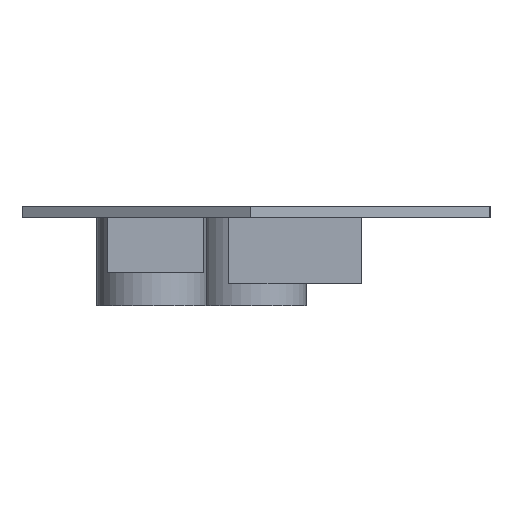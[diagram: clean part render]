
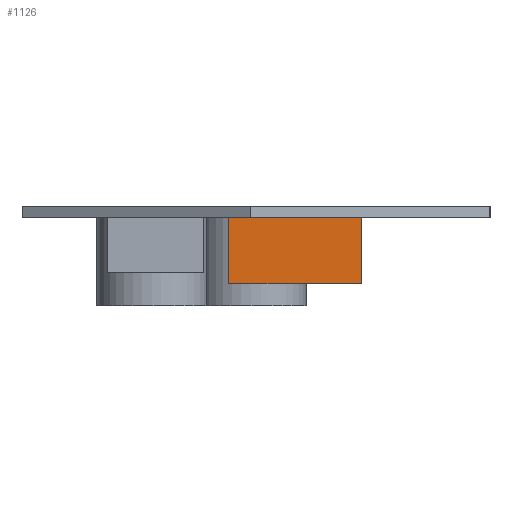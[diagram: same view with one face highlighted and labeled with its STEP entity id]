
A CAD part, left-side view. The second image highlights one B-rep face of the part: STEP entity #1126.
In plain terms, the highlighted planar face has unit normal (-1, 0, 0).
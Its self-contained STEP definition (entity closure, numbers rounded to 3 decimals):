
#93=PLANE('',#1258);
#149=FACE_OUTER_BOUND('',#219,.T.);
#219=EDGE_LOOP('',(#947,#948,#949,#950));
#323=LINE('',#1753,#408);
#342=LINE('',#1850,#427);
#343=LINE('',#1852,#428);
#344=LINE('',#1853,#429);
#408=VECTOR('',#1439,10.);
#427=VECTOR('',#1550,10.);
#428=VECTOR('',#1553,10.);
#429=VECTOR('',#1554,10.);
#562=VERTEX_POINT('',#1750);
#563=VERTEX_POINT('',#1752);
#594=VERTEX_POINT('',#1846);
#595=VERTEX_POINT('',#1848);
#685=EDGE_CURVE('',#562,#563,#323,.T.);
#734=EDGE_CURVE('',#594,#595,#342,.T.);
#735=EDGE_CURVE('',#594,#562,#343,.T.);
#736=EDGE_CURVE('',#563,#595,#344,.T.);
#947=ORIENTED_EDGE('',*,*,#735,.F.);
#948=ORIENTED_EDGE('',*,*,#734,.T.);
#949=ORIENTED_EDGE('',*,*,#736,.F.);
#950=ORIENTED_EDGE('',*,*,#685,.F.);
#1126=ADVANCED_FACE('',(#149),#93,.T.);
#1258=AXIS2_PLACEMENT_3D('',#1851,#1551,#1552);
#1439=DIRECTION('',(0.,0.,-1.));
#1550=DIRECTION('',(0.,0.,-1.));
#1551=DIRECTION('center_axis',(-1.,0.,0.));
#1552=DIRECTION('ref_axis',(0.,1.,0.));
#1553=DIRECTION('',(0.,-1.,0.));
#1554=DIRECTION('',(0.,1.,0.));
#1750=CARTESIAN_POINT('',(-83.172,-14.043,-1.));
#1752=CARTESIAN_POINT('',(-83.172,-14.043,-7.));
#1753=CARTESIAN_POINT('',(-83.172,-14.043,0.));
#1846=CARTESIAN_POINT('',(-83.172,-2.043,-1.));
#1848=CARTESIAN_POINT('',(-83.172,-2.043,-7.));
#1850=CARTESIAN_POINT('',(-83.172,-2.043,0.));
#1851=CARTESIAN_POINT('Origin',(-83.172,-14.043,0.));
#1852=CARTESIAN_POINT('',(-83.172,-14.043,-1.));
#1853=CARTESIAN_POINT('',(-83.172,-14.043,-7.));
